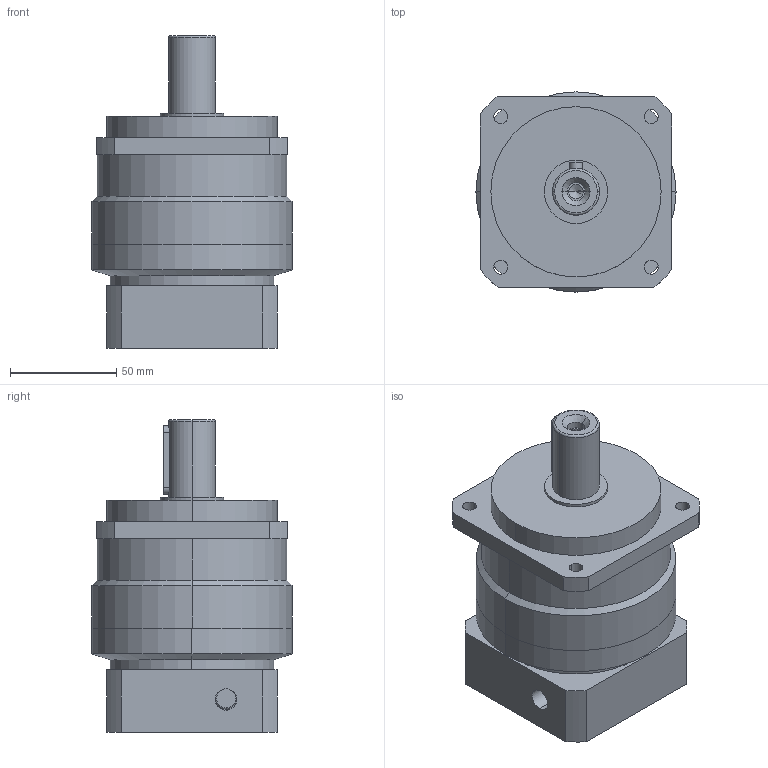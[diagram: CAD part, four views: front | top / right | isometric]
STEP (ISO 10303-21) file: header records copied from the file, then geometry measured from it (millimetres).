
FILE_DESCRIPTION (( 'STEP AP203' ), '1' );
FILE_NAME ('GPV090-L1-(19-70-90-M5).STEP', '2022-05-25T06:14:54', ( '微软用户' ), ( '微软中国' ), 'SwSTEP 2.0', 'SolidWorks 2018', '' );
FILE_SCHEMA (( 'CONFIG_CONTROL_DESIGN' ));
Length unit declared in the file: millimetre
Products named in the file (1): GPV090-L1-(19-70-90-M5)
Bounding box: 94 x 94 x 147 mm (x, y, z)
Volume: 621179.1 mm3; surface area: 86023.1 mm2
Topology: 4 solids, 4 shells, 231 faces, 561 edges, 357 vertices
Faces by surface type: cylinder 107, plane 94, cone 16, torus 14
Entity records: 7248 total; most frequent: CARTESIAN_POINT 1563, DIRECTION 1251, ORIENTED_EDGE 1102, EDGE_CURVE 551, AXIS2_PLACEMENT_3D 483, VERTEX_POINT 357, LINE 285, VECTOR 285
